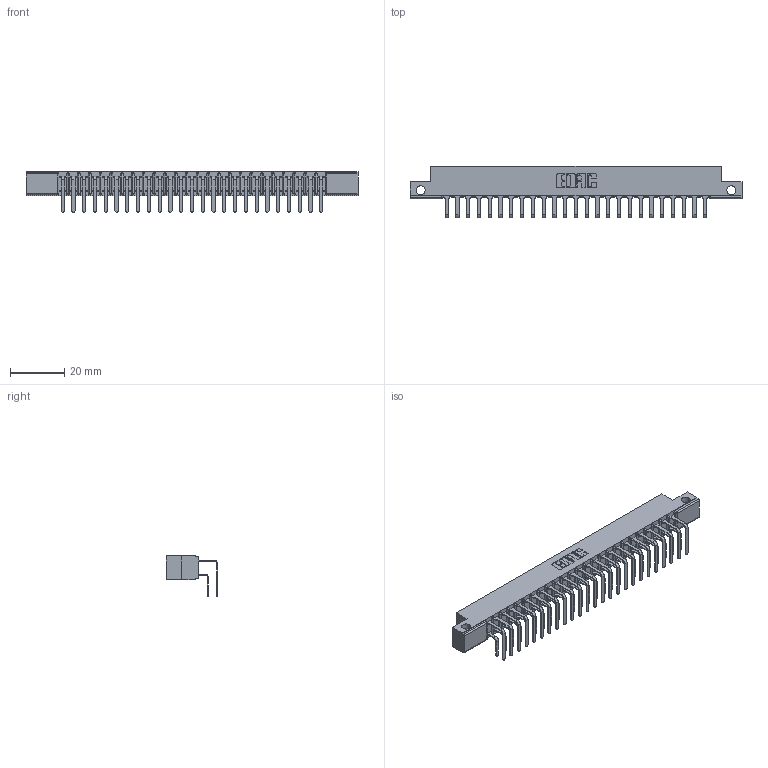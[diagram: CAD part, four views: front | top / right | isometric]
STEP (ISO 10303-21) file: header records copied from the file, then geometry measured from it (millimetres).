
FILE_DESCRIPTION (( 'STEP AP203' ), '1' );
FILE_NAME ('357-050-558-212.STEP', '2019-09-19T02:59:00', ( '' ), ( '' ), 'SwSTEP 2.0', 'SolidWorks 2016', '' );
FILE_SCHEMA (( 'CONFIG_CONTROL_DESIGN' ));
Length unit declared in the file: inch
Products named in the file (4): 357-050-558-212; 307-290-001_558 559 - 1 (Single); 307 Part_.128 Dia Side Mounting Holes; 307-290-001_558 - 2 (Single)
Assembly tree (51 placements, depth 2):
  357-050-558-212
    307 Part_.128 Dia Side Mounting Holes
    307-290-001_558 559 - 1 (Single)  x25
    307-290-001_558 - 2 (Single)  x25
Bounding box: 122.07 x 18.96 x 14.81 mm (x, y, z)
Volume: 8130.3 mm3; surface area: 15626 mm2
Topology: 51 solids, 51 shells, 2644 faces, 7423 edges, 4810 vertices
Faces by surface type: plane 1720, cylinder 872, sphere 52
Entity records: 25777 total; most frequent: CARTESIAN_POINT 4223, ORIENTED_EDGE 4182, DIRECTION 4143, EDGE_CURVE 2091, VECTOR 1595, LINE 1595, VERTEX_POINT 1354, AXIS2_PLACEMENT_3D 1274
